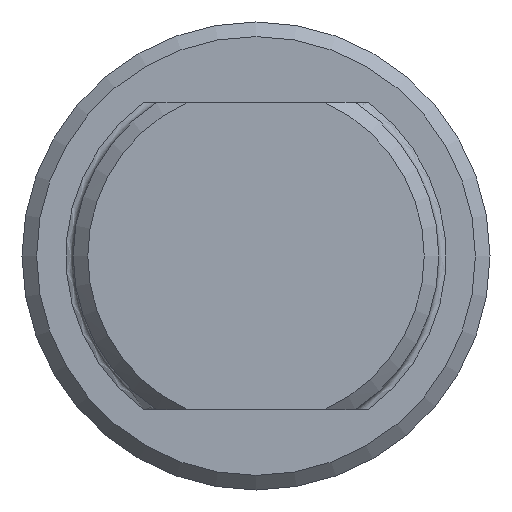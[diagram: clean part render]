
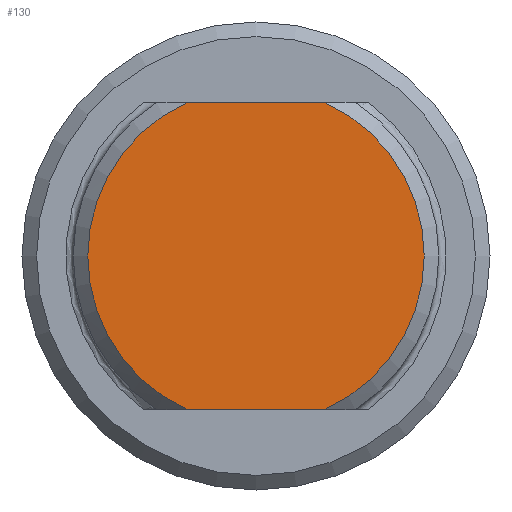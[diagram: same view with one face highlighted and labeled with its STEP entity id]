
A CAD part, front view. The second image highlights one B-rep face of the part: STEP entity #130.
In plain terms, the highlighted planar face has unit normal (0, -1, 0).
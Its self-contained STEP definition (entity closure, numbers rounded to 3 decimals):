
#130 = ADVANCED_FACE( '', ( #309 ), #310, .F. );
#309 = FACE_OUTER_BOUND( '', #553, .T. );
#310 = PLANE( '', #554 );
#553 = EDGE_LOOP( '', ( #838, #839, #840, #841 ) );
#554 = AXIS2_PLACEMENT_3D( '', #842, #843, #844 );
#838 = ORIENTED_EDGE( '', *, *, #1164, .T. );
#839 = ORIENTED_EDGE( '', *, *, #1165, .T. );
#840 = ORIENTED_EDGE( '', *, *, #1166, .T. );
#841 = ORIENTED_EDGE( '', *, *, #1167, .T. );
#842 = CARTESIAN_POINT( '', ( 0., -120.65, 0. ) );
#843 = DIRECTION( '', ( 0., 1., 0. ) );
#844 = DIRECTION( '', ( 0., 0., 1. ) );
#1164 = EDGE_CURVE( '', #1339, #1340, #1341, .T. );
#1165 = EDGE_CURVE( '', #1340, #1342, #1343, .F. );
#1166 = EDGE_CURVE( '', #1342, #1344, #1345, .T. );
#1167 = EDGE_CURVE( '', #1344, #1339, #1346, .F. );
#1339 = VERTEX_POINT( '', #1564 );
#1340 = VERTEX_POINT( '', #1565 );
#1341 = LINE( '', #1566, #1567 );
#1342 = VERTEX_POINT( '', #1568 );
#1343 = CIRCLE( '', #1569, 11.5 );
#1344 = VERTEX_POINT( '', #1570 );
#1345 = LINE( '', #1571, #1572 );
#1346 = CIRCLE( '', #1573, 11.5 );
#1564 = CARTESIAN_POINT( '', ( -4.69, -120.65, -10.5 ) );
#1565 = CARTESIAN_POINT( '', ( 4.69, -120.65, -10.5 ) );
#1566 = CARTESIAN_POINT( '', ( -12.5, -120.65, -10.5 ) );
#1567 = VECTOR( '', #1800, 1000. );
#1568 = CARTESIAN_POINT( '', ( 4.69, -120.65, 10.5 ) );
#1569 = AXIS2_PLACEMENT_3D( '', #1801, #1802, #1803 );
#1570 = CARTESIAN_POINT( '', ( -4.69, -120.65, 10.5 ) );
#1571 = CARTESIAN_POINT( '', ( 12.5, -120.65, 10.5 ) );
#1572 = VECTOR( '', #1804, 1000. );
#1573 = AXIS2_PLACEMENT_3D( '', #1805, #1806, #1807 );
#1800 = DIRECTION( '', ( 1., 0., 0. ) );
#1801 = CARTESIAN_POINT( '', ( 0., -120.65, 0. ) );
#1802 = DIRECTION( '', ( 0., 1., 0. ) );
#1803 = DIRECTION( '', ( 0., 0., 1. ) );
#1804 = DIRECTION( '', ( -1., 0., 0. ) );
#1805 = CARTESIAN_POINT( '', ( 0., -120.65, 0. ) );
#1806 = DIRECTION( '', ( 0., 1., 0. ) );
#1807 = DIRECTION( '', ( 0., 0., 1. ) );
